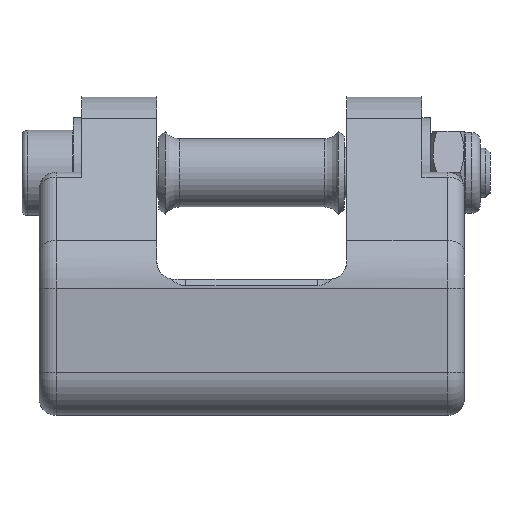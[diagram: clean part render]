
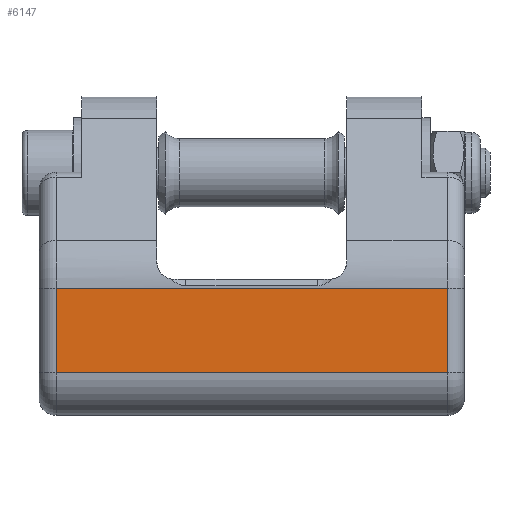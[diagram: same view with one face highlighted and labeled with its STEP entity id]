
A CAD part, left-side view. The second image highlights one B-rep face of the part: STEP entity #6147.
In plain terms, the highlighted planar face has unit normal (-1, 0, 0).
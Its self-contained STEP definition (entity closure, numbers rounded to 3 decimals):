
#620=FACE_OUTER_BOUND('',#1011,.T.);
#1011=EDGE_LOOP('',(#4529,#4530,#4531,#4532));
#1841=LINE('',#9666,#2185);
#1883=LINE('',#9996,#2227);
#1884=LINE('',#9998,#2228);
#1885=LINE('',#9999,#2229);
#2185=VECTOR('',#7565,10.);
#2227=VECTOR('',#7825,10.);
#2228=VECTOR('',#7826,10.);
#2229=VECTOR('',#7827,10.);
#2576=VERTEX_POINT('',#9663);
#2577=VERTEX_POINT('',#9665);
#2649=VERTEX_POINT('',#9995);
#2650=VERTEX_POINT('',#9997);
#3234=EDGE_CURVE('',#2577,#2576,#1841,.T.);
#3357=EDGE_CURVE('',#2649,#2576,#1883,.T.);
#3358=EDGE_CURVE('',#2650,#2649,#1884,.T.);
#3359=EDGE_CURVE('',#2650,#2577,#1885,.T.);
#4529=ORIENTED_EDGE('',*,*,#3234,.T.);
#4530=ORIENTED_EDGE('',*,*,#3357,.F.);
#4531=ORIENTED_EDGE('',*,*,#3358,.F.);
#4532=ORIENTED_EDGE('',*,*,#3359,.T.);
#5989=PLANE('',#6663);
#6147=ADVANCED_FACE('',(#620),#5989,.T.);
#6663=AXIS2_PLACEMENT_3D('',#9994,#7823,#7824);
#7565=DIRECTION('',(0.,1.,0.));
#7823=DIRECTION('center_axis',(-1.,0.,0.));
#7824=DIRECTION('ref_axis',(0.,0.,-1.));
#7825=DIRECTION('',(0.,0.,1.));
#7826=DIRECTION('',(0.,1.,0.));
#7827=DIRECTION('',(0.,0.,1.));
#9663=CARTESIAN_POINT('',(-23.,23.,17.914));
#9665=CARTESIAN_POINT('',(-23.,-23.,17.914));
#9666=CARTESIAN_POINT('',(-23.,-25.,17.914));
#9994=CARTESIAN_POINT('Origin',(-23.,0.,17.914));
#9995=CARTESIAN_POINT('',(-23.,23.,8.));
#9996=CARTESIAN_POINT('',(-23.,23.,19.832));
#9997=CARTESIAN_POINT('',(-23.,-23.,8.));
#9998=CARTESIAN_POINT('',(-23.,0.,8.));
#9999=CARTESIAN_POINT('',(-23.,-23.,19.832));
